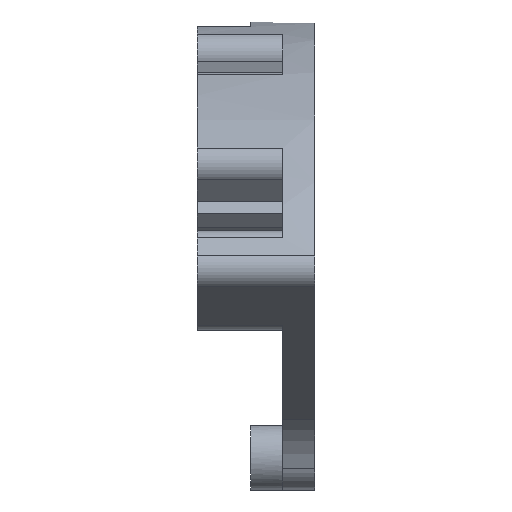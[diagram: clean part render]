
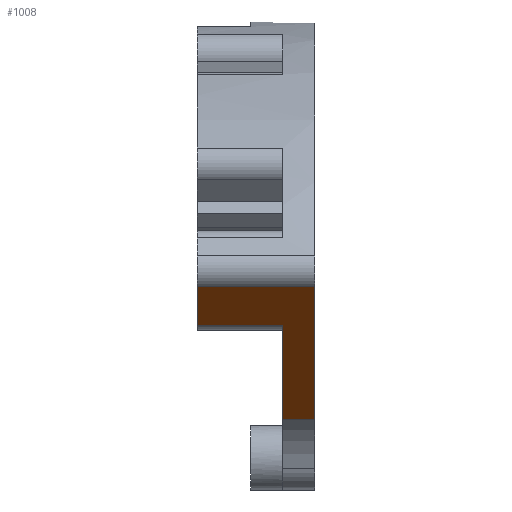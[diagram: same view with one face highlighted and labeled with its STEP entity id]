
A CAD part, left-side view. The second image highlights one B-rep face of the part: STEP entity #1008.
In plain terms, the highlighted planar face has unit normal (-0.609, 0, -0.793).
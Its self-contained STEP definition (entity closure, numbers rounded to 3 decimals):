
#154 = CARTESIAN_POINT ( 'NONE',  ( -41.224, 3., 31.632 ) ) ;
#183 = LINE ( 'NONE', #1819, #5102 ) ;
#280 = CARTESIAN_POINT ( 'NONE',  ( -47.601, 3., 36.526 ) ) ;
#435 = ORIENTED_EDGE ( 'NONE', *, *, #3024, .T. ) ;
#672 = CARTESIAN_POINT ( 'NONE',  ( -47.601, 11., 36.526 ) ) ;
#739 = EDGE_LOOP ( 'NONE', ( #4652, #839, #6296, #435, #3034, #3644 ) ) ;
#839 = ORIENTED_EDGE ( 'NONE', *, *, #3577, .T. ) ;
#1008 = ADVANCED_FACE ( 'NONE', ( #5989 ), #2220, .F. ) ;
#1116 = DIRECTION ( 'NONE',  ( 0., -1., 0. ) ) ;
#1167 = VECTOR ( 'NONE', #2874, 1000. ) ;
#1316 = VECTOR ( 'NONE', #1116, 1000. ) ;
#1320 = CARTESIAN_POINT ( 'NONE',  ( -29.821, 0., 22.882 ) ) ;
#1612 = EDGE_CURVE ( 'NONE', #2649, #2728, #2398, .T. ) ;
#1696 = LINE ( 'NONE', #4816, #1167 ) ;
#1804 = DIRECTION ( 'NONE',  ( 0., 1., 0. ) ) ;
#1819 = CARTESIAN_POINT ( 'NONE',  ( -47.601, 0., 36.526 ) ) ;
#1919 = VERTEX_POINT ( 'NONE', #1969 ) ;
#1969 = CARTESIAN_POINT ( 'NONE',  ( -41.224, 3., 31.632 ) ) ;
#2125 = VERTEX_POINT ( 'NONE', #3623 ) ;
#2220 = PLANE ( 'NONE',  #2947 ) ;
#2313 = DIRECTION ( 'NONE',  ( -0.793, 0., 0.609 ) ) ;
#2398 = LINE ( 'NONE', #3673, #5599 ) ;
#2494 = DIRECTION ( 'NONE',  ( 0., -1., 0. ) ) ;
#2609 = DIRECTION ( 'NONE',  ( -0.793, 0., 0.609 ) ) ;
#2649 = VERTEX_POINT ( 'NONE', #3114 ) ;
#2662 = VERTEX_POINT ( 'NONE', #5083 ) ;
#2728 = VERTEX_POINT ( 'NONE', #2785 ) ;
#2785 = CARTESIAN_POINT ( 'NONE',  ( -45.987, 11., 35.287 ) ) ;
#2874 = DIRECTION ( 'NONE',  ( -0.793, 0., 0.609 ) ) ;
#2947 = AXIS2_PLACEMENT_3D ( 'NONE', #280, #6175, #3229 ) ;
#3024 = EDGE_CURVE ( 'NONE', #2662, #6256, #6258, .T. ) ;
#3034 = ORIENTED_EDGE ( 'NONE', *, *, #6082, .T. ) ;
#3114 = CARTESIAN_POINT ( 'NONE',  ( -45.987, 0., 35.287 ) ) ;
#3229 = DIRECTION ( 'NONE',  ( 0.793, 0., -0.609 ) ) ;
#3378 = CARTESIAN_POINT ( 'NONE',  ( -29.821, 3., 22.882 ) ) ;
#3577 = EDGE_CURVE ( 'NONE', #2125, #1919, #4961, .T. ) ;
#3623 = CARTESIAN_POINT ( 'NONE',  ( -41.224, 11., 31.632 ) ) ;
#3644 = ORIENTED_EDGE ( 'NONE', *, *, #1612, .T. ) ;
#3673 = CARTESIAN_POINT ( 'NONE',  ( -45.987, 3., 35.287 ) ) ;
#4081 = EDGE_CURVE ( 'NONE', #2662, #1919, #1696, .T. ) ;
#4575 = VECTOR ( 'NONE', #2609, 1000. ) ;
#4652 = ORIENTED_EDGE ( 'NONE', *, *, #5868, .F. ) ;
#4816 = CARTESIAN_POINT ( 'NONE',  ( -47.601, 3., 36.526 ) ) ;
#4961 = LINE ( 'NONE', #154, #5799 ) ;
#5083 = CARTESIAN_POINT ( 'NONE',  ( -29.821, 3., 22.882 ) ) ;
#5102 = VECTOR ( 'NONE', #2313, 1000. ) ;
#5421 = LINE ( 'NONE', #672, #4575 ) ;
#5599 = VECTOR ( 'NONE', #1804, 1000. ) ;
#5799 = VECTOR ( 'NONE', #2494, 1000. ) ;
#5868 = EDGE_CURVE ( 'NONE', #2125, #2728, #5421, .T. ) ;
#5989 = FACE_OUTER_BOUND ( 'NONE', #739, .T. ) ;
#6082 = EDGE_CURVE ( 'NONE', #6256, #2649, #183, .T. ) ;
#6175 = DIRECTION ( 'NONE',  ( 0.609, 0., 0.793 ) ) ;
#6256 = VERTEX_POINT ( 'NONE', #1320 ) ;
#6258 = LINE ( 'NONE', #3378, #1316 ) ;
#6296 = ORIENTED_EDGE ( 'NONE', *, *, #4081, .F. ) ;
